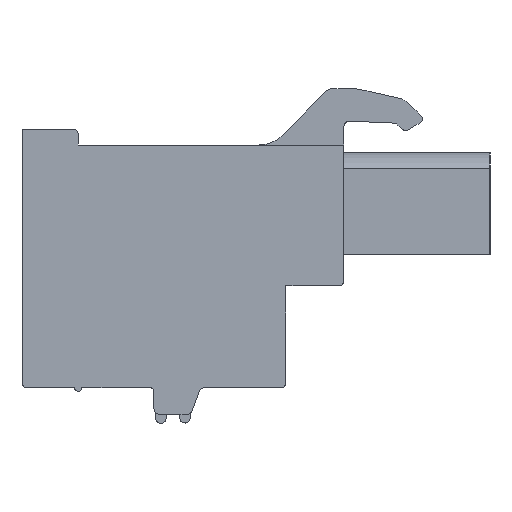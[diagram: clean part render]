
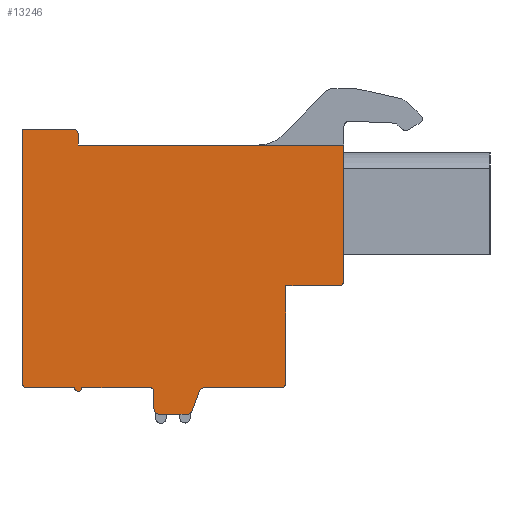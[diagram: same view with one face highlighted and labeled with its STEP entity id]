
A CAD part, left-side view. The second image highlights one B-rep face of the part: STEP entity #13246.
In plain terms, the highlighted planar face has unit normal (-1, 0, 0).
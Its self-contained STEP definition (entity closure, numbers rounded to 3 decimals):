
#102=DIRECTION('',(0.,0.,1.));
#103=VECTOR('',#102,5.5);
#104=CARTESIAN_POINT('',(-81.9,-2.36,-6.54));
#105=LINE('',#104,#103);
#110=CARTESIAN_POINT('',(-81.9,-5.36,-0.74));
#111=DIRECTION('',(1.,0.,0.));
#112=DIRECTION('',(0.,-1.,0.));
#113=AXIS2_PLACEMENT_3D('',#110,#111,#112);
#115=DIRECTION('',(0.,-1.,0.));
#116=VECTOR('',#115,3.);
#117=CARTESIAN_POINT('',(-81.9,-2.36,-1.04));
#118=LINE('',#117,#116);
#119=CARTESIAN_POINT('',(-81.9,-2.06,-6.54));
#120=DIRECTION('',(1.,0.,0.));
#121=DIRECTION('',(0.,-1.,0.));
#122=AXIS2_PLACEMENT_3D('',#119,#120,#121);
#124=DIRECTION('',(0.,1.,0.));
#125=VECTOR('',#124,4.34);
#126=CARTESIAN_POINT('',(-81.9,-2.06,-6.84));
#127=LINE('',#126,#125);
#128=CARTESIAN_POINT('',(-81.9,2.28,-7.14));
#129=DIRECTION('',(-1.,0.,0.));
#130=DIRECTION('',(0.,0.,1.));
#131=AXIS2_PLACEMENT_3D('',#128,#129,#130);
#133=DIRECTION('',(0.,0.345,-0.939));
#134=VECTOR('',#133,1.179);
#135=CARTESIAN_POINT('',(-81.9,2.562,-7.037));
#136=LINE('',#135,#134);
#137=CARTESIAN_POINT('',(-81.9,3.25,-8.04));
#138=DIRECTION('',(1.,0.,0.));
#139=DIRECTION('',(0.,-0.939,-0.345));
#140=AXIS2_PLACEMENT_3D('',#137,#138,#139);
#142=DIRECTION('',(0.,1.,0.));
#143=VECTOR('',#142,1.59);
#144=CARTESIAN_POINT('',(-81.9,3.25,-8.34));
#145=LINE('',#144,#143);
#146=CARTESIAN_POINT('',(-81.9,4.84,-8.04));
#147=DIRECTION('',(1.,0.,0.));
#148=DIRECTION('',(0.,0.,-1.));
#149=AXIS2_PLACEMENT_3D('',#146,#147,#148);
#151=DIRECTION('',(0.,0.,1.));
#152=VECTOR('',#151,1.);
#153=CARTESIAN_POINT('',(-81.9,5.14,-8.04));
#154=LINE('',#153,#152);
#155=CARTESIAN_POINT('',(-81.9,5.34,-7.04));
#156=DIRECTION('',(-1.,0.,0.));
#157=DIRECTION('',(0.,-1.,0.));
#158=AXIS2_PLACEMENT_3D('',#155,#156,#157);
#160=DIRECTION('',(0.,1.,0.));
#161=VECTOR('',#160,3.9);
#162=CARTESIAN_POINT('',(-81.9,5.34,-6.84));
#163=LINE('',#162,#161);
#164=CARTESIAN_POINT('',(-81.9,9.44,-6.84));
#165=DIRECTION('',(1.,0.,0.));
#166=DIRECTION('',(0.,-1.,0.));
#167=AXIS2_PLACEMENT_3D('',#164,#165,#166);
#169=DIRECTION('',(0.,1.,0.));
#170=VECTOR('',#169,2.7);
#171=CARTESIAN_POINT('',(-81.9,9.64,-6.84));
#172=LINE('',#171,#170);
#173=CARTESIAN_POINT('',(-81.9,12.34,-6.54));
#174=DIRECTION('',(1.,0.,0.));
#175=DIRECTION('',(0.,0.,-1.));
#176=AXIS2_PLACEMENT_3D('',#173,#174,#175);
#178=DIRECTION('',(0.,0.,1.));
#179=VECTOR('',#178,14.4);
#180=CARTESIAN_POINT('',(-81.9,12.64,-6.54));
#181=LINE('',#180,#179);
#182=DIRECTION('',(0.,-1.,0.));
#183=VECTOR('',#182,2.9);
#184=CARTESIAN_POINT('',(-81.9,12.64,7.86));
#185=LINE('',#184,#183);
#186=CARTESIAN_POINT('',(-81.9,9.74,7.56));
#187=DIRECTION('',(1.,0.,0.));
#188=DIRECTION('',(0.,0.,1.));
#189=AXIS2_PLACEMENT_3D('',#186,#187,#188);
#191=DIRECTION('',(0.,0.,-1.));
#192=VECTOR('',#191,0.6);
#193=CARTESIAN_POINT('',(-81.9,9.44,7.56));
#194=LINE('',#193,#192);
#195=DIRECTION('',(0.,-1.,0.));
#196=VECTOR('',#195,15.1);
#197=CARTESIAN_POINT('',(-81.9,9.44,6.96));
#198=LINE('',#197,#196);
#3949=DIRECTION('',(0.,0.,1.));
#3950=VECTOR('',#3949,7.7);
#3951=CARTESIAN_POINT('',(-81.9,-5.66,-0.74));
#3952=LINE('',#3951,#3950);
#10013=CARTESIAN_POINT('',(-81.9,9.44,6.96));
#10014=CARTESIAN_POINT('',(-81.9,-5.66,6.96));
#10015=VERTEX_POINT('',#10013);
#10016=VERTEX_POINT('',#10014);
#10017=CARTESIAN_POINT('',(-81.9,-2.36,-6.54));
#10018=CARTESIAN_POINT('',(-81.9,-2.06,-6.84));
#10019=VERTEX_POINT('',#10017);
#10020=VERTEX_POINT('',#10018);
#10021=CARTESIAN_POINT('',(-81.9,2.28,-6.84));
#10022=VERTEX_POINT('',#10021);
#10023=CARTESIAN_POINT('',(-81.9,2.562,-7.037));
#10024=VERTEX_POINT('',#10023);
#10025=CARTESIAN_POINT('',(-81.9,2.968,-8.143));
#10026=VERTEX_POINT('',#10025);
#10027=CARTESIAN_POINT('',(-81.9,3.25,-8.34));
#10028=VERTEX_POINT('',#10027);
#10029=CARTESIAN_POINT('',(-81.9,4.84,-8.34));
#10030=VERTEX_POINT('',#10029);
#10031=CARTESIAN_POINT('',(-81.9,5.14,-8.04));
#10032=VERTEX_POINT('',#10031);
#10033=CARTESIAN_POINT('',(-81.9,5.14,-7.04));
#10034=VERTEX_POINT('',#10033);
#10035=CARTESIAN_POINT('',(-81.9,5.34,-6.84));
#10036=VERTEX_POINT('',#10035);
#10037=CARTESIAN_POINT('',(-81.9,9.24,-6.84));
#10038=VERTEX_POINT('',#10037);
#10039=CARTESIAN_POINT('',(-81.9,9.64,-6.84));
#10040=VERTEX_POINT('',#10039);
#10041=CARTESIAN_POINT('',(-81.9,12.34,-6.84));
#10042=VERTEX_POINT('',#10041);
#10043=CARTESIAN_POINT('',(-81.9,12.64,-6.54));
#10044=VERTEX_POINT('',#10043);
#10045=CARTESIAN_POINT('',(-81.9,12.64,7.86));
#10046=VERTEX_POINT('',#10045);
#10047=CARTESIAN_POINT('',(-81.9,9.74,7.86));
#10048=VERTEX_POINT('',#10047);
#10049=CARTESIAN_POINT('',(-81.9,9.44,7.56));
#10050=VERTEX_POINT('',#10049);
#13029=CARTESIAN_POINT('',(-81.9,-5.66,-0.74));
#13030=VERTEX_POINT('',#13029);
#13031=CARTESIAN_POINT('',(-81.9,-2.36,-1.04));
#13032=VERTEX_POINT('',#13031);
#13033=CARTESIAN_POINT('',(-81.9,-5.36,-1.04));
#13034=VERTEX_POINT('',#13033);
#13198=CARTESIAN_POINT('',(-81.9,0.,0.));
#13199=DIRECTION('',(1.,0.,0.));
#13200=DIRECTION('',(0.,-1.,0.));
#13201=AXIS2_PLACEMENT_3D('',#13198,#13199,#13200);
#13202=PLANE('',#13201);
#13203=ORIENTED_EDGE('',*,*,#13162,.T.);
#13204=ORIENTED_EDGE('',*,*,#13177,.F.);
#13205=ORIENTED_EDGE('',*,*,#13189,.F.);
#13207=ORIENTED_EDGE('',*,*,#13206,.T.);
#13209=ORIENTED_EDGE('',*,*,#13208,.T.);
#13211=ORIENTED_EDGE('',*,*,#13210,.T.);
#13213=ORIENTED_EDGE('',*,*,#13212,.T.);
#13215=ORIENTED_EDGE('',*,*,#13214,.T.);
#13217=ORIENTED_EDGE('',*,*,#13216,.T.);
#13219=ORIENTED_EDGE('',*,*,#13218,.T.);
#13221=ORIENTED_EDGE('',*,*,#13220,.T.);
#13223=ORIENTED_EDGE('',*,*,#13222,.T.);
#13225=ORIENTED_EDGE('',*,*,#13224,.T.);
#13227=ORIENTED_EDGE('',*,*,#13226,.T.);
#13229=ORIENTED_EDGE('',*,*,#13228,.T.);
#13231=ORIENTED_EDGE('',*,*,#13230,.T.);
#13233=ORIENTED_EDGE('',*,*,#13232,.T.);
#13235=ORIENTED_EDGE('',*,*,#13234,.T.);
#13237=ORIENTED_EDGE('',*,*,#13236,.T.);
#13239=ORIENTED_EDGE('',*,*,#13238,.T.);
#13241=ORIENTED_EDGE('',*,*,#13240,.T.);
#13243=ORIENTED_EDGE('',*,*,#13242,.F.);
#13244=EDGE_LOOP('',(#13203,#13204,#13205,#13207,#13209,#13211,#13213,#13215,
#13217,#13219,#13221,#13223,#13225,#13227,#13229,#13231,#13233,#13235,#13237,
#13239,#13241,#13243));
#13245=FACE_OUTER_BOUND('',#13244,.F.);
#13246=ADVANCED_FACE('',(#13245),#13202,.F.);
#114=CIRCLE('',#113,0.3);
#123=CIRCLE('',#122,0.3);
#132=CIRCLE('',#131,0.3);
#141=CIRCLE('',#140,0.3);
#150=CIRCLE('',#149,0.3);
#159=CIRCLE('',#158,0.2);
#168=CIRCLE('',#167,0.2);
#177=CIRCLE('',#176,0.3);
#190=CIRCLE('',#189,0.3);
#13162=EDGE_CURVE('',#13030,#13034,#114,.T.);
#13177=EDGE_CURVE('',#13032,#13034,#118,.T.);
#13189=EDGE_CURVE('',#10019,#13032,#105,.T.);
#13206=EDGE_CURVE('',#10019,#10020,#123,.T.);
#13208=EDGE_CURVE('',#10020,#10022,#127,.T.);
#13210=EDGE_CURVE('',#10022,#10024,#132,.T.);
#13212=EDGE_CURVE('',#10024,#10026,#136,.T.);
#13214=EDGE_CURVE('',#10026,#10028,#141,.T.);
#13216=EDGE_CURVE('',#10028,#10030,#145,.T.);
#13218=EDGE_CURVE('',#10030,#10032,#150,.T.);
#13220=EDGE_CURVE('',#10032,#10034,#154,.T.);
#13222=EDGE_CURVE('',#10034,#10036,#159,.T.);
#13224=EDGE_CURVE('',#10036,#10038,#163,.T.);
#13226=EDGE_CURVE('',#10038,#10040,#168,.T.);
#13228=EDGE_CURVE('',#10040,#10042,#172,.T.);
#13230=EDGE_CURVE('',#10042,#10044,#177,.T.);
#13232=EDGE_CURVE('',#10044,#10046,#181,.T.);
#13234=EDGE_CURVE('',#10046,#10048,#185,.T.);
#13236=EDGE_CURVE('',#10048,#10050,#190,.T.);
#13238=EDGE_CURVE('',#10050,#10015,#194,.T.);
#13240=EDGE_CURVE('',#10015,#10016,#198,.T.);
#13242=EDGE_CURVE('',#13030,#10016,#3952,.T.);
